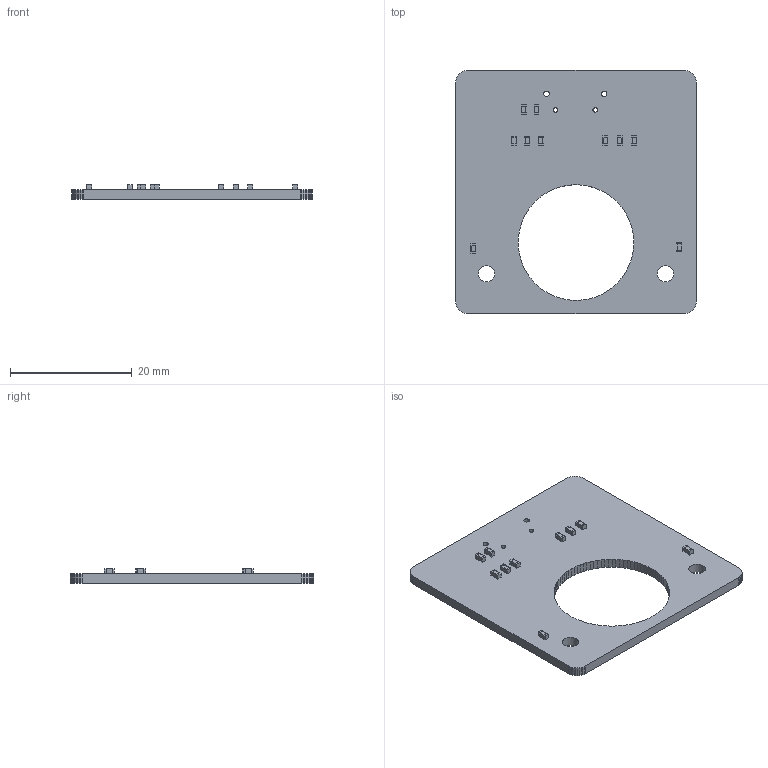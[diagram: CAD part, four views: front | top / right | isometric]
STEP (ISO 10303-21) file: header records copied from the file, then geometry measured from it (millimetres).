
FILE_DESCRIPTION(('KiCad electronic assembly'),'2;1');
FILE_NAME('LED_Ring 8 16 23 1.step','2023-08-16T14:28:47',('Pcbnew'),( 'Kicad'),'Open CASCADE STEP processor 7.6','KiCad to STEP converter' ,'Unknown');
FILE_SCHEMA(('AUTOMOTIVE_DESIGN { 1 0 10303 214 1 1 1 1 }'));
Length unit declared in the file: millimetre
Products named in the file (4): LED_Ring 8 16 23 1 1; C_0603_1608Metric; SOLID; Foras Promineo CLR PCB PCB
Assembly tree (12 placements, depth 3):
  LED_Ring 8 16 23 1 1
    C_0603_1608Metric  x10
      SOLID
    Foras Promineo CLR PCB PCB
Bounding box: 39.6 x 40 x 2.43 mm (x, y, z)
Volume: 2037.5 mm3; surface area: 3013.3 mm2
Topology: 11 solids, 11 shells, 433 faces, 1173 edges, 782 vertices
Faces by surface type: plane 307, cylinder 126
Full cylindrical faces by diameter (mm): 0.74 x2, 0.89 x2, 2.7 x2
Entity records: 13152 total; most frequent: CARTESIAN_POINT 2263, DIRECTION 1975, LINE 1503, VECTOR 1503, ORIENTED_EDGE 1050, PCURVE 1050, DEFINITIONAL_REPRESENTATION 1050, EDGE_CURVE 525
